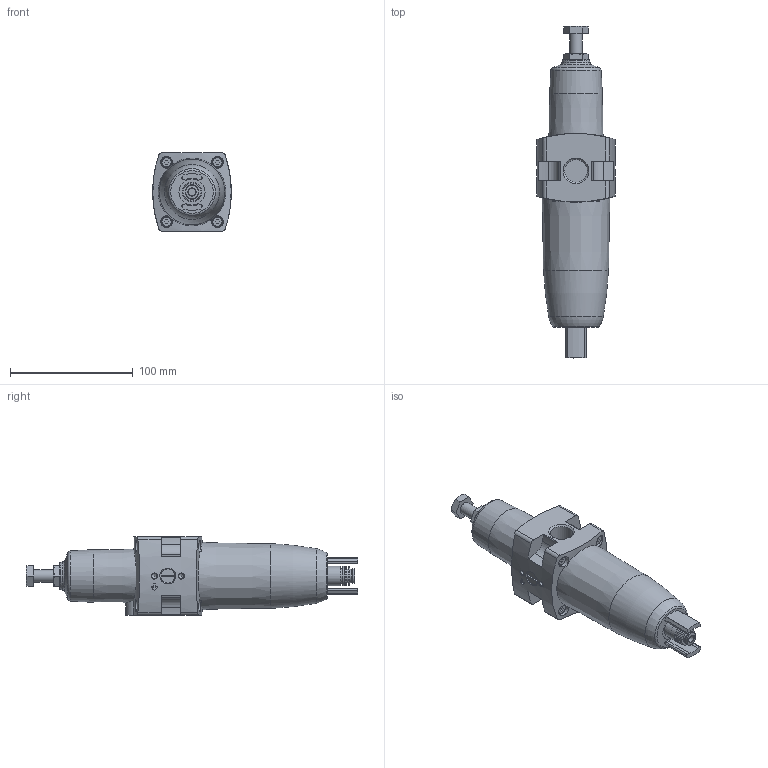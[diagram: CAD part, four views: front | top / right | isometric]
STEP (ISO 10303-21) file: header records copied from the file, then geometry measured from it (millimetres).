
FILE_DESCRIPTION(/* description */ ('STEP AP214'),/* implementation_level */ '2;1');
FILE_NAME(/* name */ '8195734_PCRP-64-G12-12-E-R1-VC-T31',/* time_stamp */ '2024-09-13T16:35:43+02:00',/* author */ ('License CC BY-ND 4.0'),/* organization */ ('CADENAS'),/* preprocessor_version */ 'ST-DEVELOPER v19.3',/* originating_system */ 'PARTsolutions',/* authorisation */ ' ');
FILE_SCHEMA (('AUTOMOTIVE_DESIGN {1 0 10303 214 3 1 1}'));
Length unit declared in the file: millimetre
Products named in the file (5): 8195734 PCRP-64-G12-12-E-R1-VC-T31; 8195734 PCRP-64-G12-12-E-R1-VC-T31---(h); 4872197 PCRP---(s); DIN-439-B - M10(F); 4919432 PCRP-64---(s)
Assembly tree (5 placements, depth 2):
  8195734 PCRP-64-G12-12-E-R1-VC-T31
    8195734 PCRP-64-G12-12-E-R1-VC-T31---(h)
    4872197 PCRP---(s)  x2
    DIN-439-B - M10(F)
    4919432 PCRP-64---(s)
Bounding box: 64 x 270.65 x 64 mm (x, y, z)
Volume: 484664 mm3; surface area: 58875.7 mm2
Topology: 5 solids, 5 shells, 335 faces, 792 edges, 515 vertices
Faces by surface type: plane 173, cylinder 103, cone 36, torus 23
Full cylindrical faces by diameter (mm): 4.134 x4, 5.7 x1, 6 x3, 8.376 x2, 8.5 x8, 8.566 x1, 8.64 x2, 8.8 x1, 9.5 x8, 10 x1, 11 x5, 11.445 x2, 11.6 x1, 13.157 x2, 14.84 x1, 15.8 x1, 18.631 x2, 21.2 x1
Entity records: 10963 total; most frequent: CARTESIAN_POINT 1936, DIRECTION 1458, ORIENTED_EDGE 1304, EDGE_CURVE 652, AXIS2_PLACEMENT_3D 573, VERTEX_POINT 479, FACE_BOUND 463, EDGE_LOOP 458
